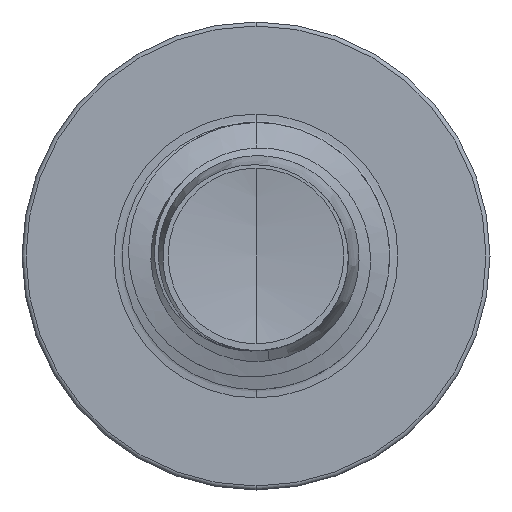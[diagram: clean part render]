
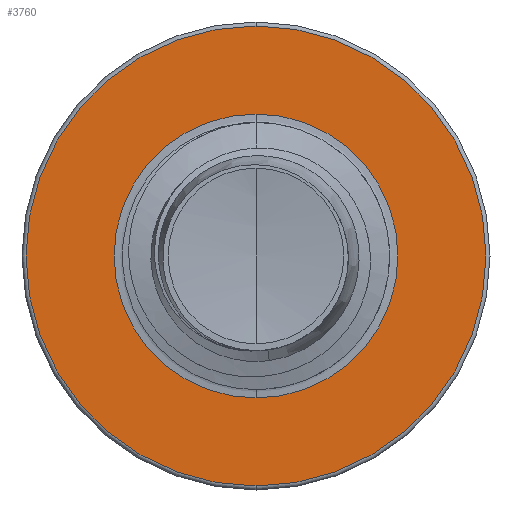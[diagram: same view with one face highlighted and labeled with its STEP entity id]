
A CAD part, front view. The second image highlights one B-rep face of the part: STEP entity #3760.
In plain terms, the highlighted planar face has unit normal (0, -1, 0).
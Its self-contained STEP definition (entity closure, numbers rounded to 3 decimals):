
#18 = VERTEX_POINT ( 'NONE', #4985 ) ;
#175 = CARTESIAN_POINT ( 'NONE',  ( 0., 5., -3.186 ) ) ;
#177 = EDGE_CURVE ( 'NONE', #18, #8742, #3374, .T. ) ;
#660 = EDGE_CURVE ( 'NONE', #9755, #11304, #4818, .T. ) ;
#696 = CARTESIAN_POINT ( 'NONE',  ( 0., 5., 0. ) ) ;
#1808 = DIRECTION ( 'NONE',  ( 0., 0., 1. ) ) ;
#3159 = ORIENTED_EDGE ( 'NONE', *, *, #660, .F. ) ;
#3374 = CIRCLE ( 'NONE', #13243, 3.186 ) ;
#3494 = CARTESIAN_POINT ( 'NONE',  ( 0., 5., -3.186 ) ) ;
#3760 = ADVANCED_FACE ( 'NONE', ( #9210, #12092 ), #7883, .F. ) ;
#3808 = DIRECTION ( 'NONE',  ( 0., 1., 0. ) ) ;
#4184 = EDGE_LOOP ( 'NONE', ( #11610, #3159 ) ) ;
#4580 = DIRECTION ( 'NONE',  ( 0., 0., 1. ) ) ;
#4818 = CIRCLE ( 'NONE', #12269, 5.16 ) ;
#4829 = EDGE_CURVE ( 'NONE', #11304, #9755, #6037, .T. ) ;
#4985 = CARTESIAN_POINT ( 'NONE',  ( 0., 5., 3.186 ) ) ;
#5967 = CIRCLE ( 'NONE', #12467, 3.186 ) ;
#6037 = CIRCLE ( 'NONE', #6410, 5.16 ) ;
#6066 = ORIENTED_EDGE ( 'NONE', *, *, #177, .T. ) ;
#6140 = DIRECTION ( 'NONE',  ( 0., 0., 1. ) ) ;
#6410 = AXIS2_PLACEMENT_3D ( 'NONE', #696, #8414, #1808 ) ;
#7855 = DIRECTION ( 'NONE',  ( 0., 0., 1. ) ) ;
#7868 = DIRECTION ( 'NONE',  ( 0., 1., 0. ) ) ;
#7872 = CARTESIAN_POINT ( 'NONE',  ( 0., 5., 0. ) ) ;
#7883 = PLANE ( 'NONE',  #9933 ) ;
#8414 = DIRECTION ( 'NONE',  ( 0., 1., 0. ) ) ;
#8742 = VERTEX_POINT ( 'NONE', #175 ) ;
#9056 = ORIENTED_EDGE ( 'NONE', *, *, #14132, .T. ) ;
#9210 = FACE_OUTER_BOUND ( 'NONE', #4184, .T. ) ;
#9755 = VERTEX_POINT ( 'NONE', #9857 ) ;
#9857 = CARTESIAN_POINT ( 'NONE',  ( 0., 5., -5.16 ) ) ;
#9933 = AXIS2_PLACEMENT_3D ( 'NONE', #3494, #11193, #4580 ) ;
#10424 = CARTESIAN_POINT ( 'NONE',  ( 0., 5., 0. ) ) ;
#10672 = CARTESIAN_POINT ( 'NONE',  ( 0., 5., 0. ) ) ;
#11102 = DIRECTION ( 'NONE',  ( 0., 1., 0. ) ) ;
#11193 = DIRECTION ( 'NONE',  ( 0., 1., 0. ) ) ;
#11304 = VERTEX_POINT ( 'NONE', #12279 ) ;
#11529 = DIRECTION ( 'NONE',  ( 0., 0., 1. ) ) ;
#11610 = ORIENTED_EDGE ( 'NONE', *, *, #4829, .F. ) ;
#12092 = FACE_BOUND ( 'NONE', #13684, .T. ) ;
#12269 = AXIS2_PLACEMENT_3D ( 'NONE', #7872, #7868, #7855 ) ;
#12279 = CARTESIAN_POINT ( 'NONE',  ( 0., 5., 5.16 ) ) ;
#12467 = AXIS2_PLACEMENT_3D ( 'NONE', #10424, #3808, #11529 ) ;
#13243 = AXIS2_PLACEMENT_3D ( 'NONE', #10672, #11102, #6140 ) ;
#13684 = EDGE_LOOP ( 'NONE', ( #6066, #9056 ) ) ;
#14132 = EDGE_CURVE ( 'NONE', #8742, #18, #5967, .T. ) ;
